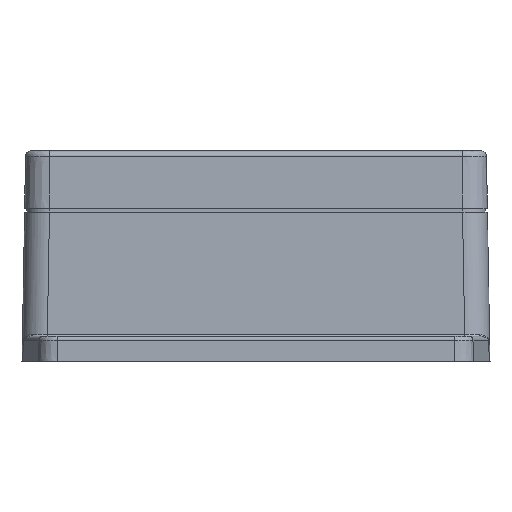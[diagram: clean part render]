
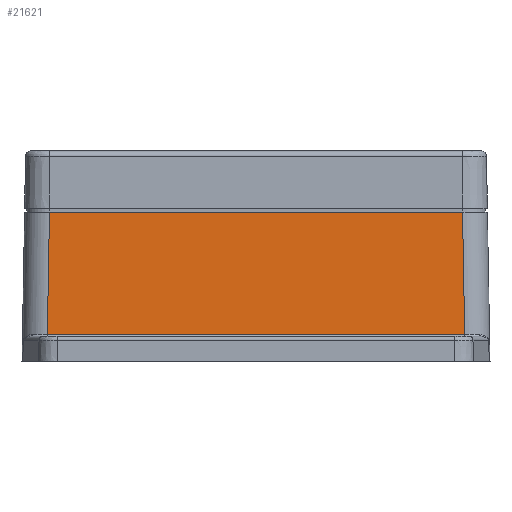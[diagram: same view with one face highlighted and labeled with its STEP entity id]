
A CAD part, front view. The second image highlights one B-rep face of the part: STEP entity #21621.
In plain terms, the highlighted planar face has unit normal (0, -1, 0.018).
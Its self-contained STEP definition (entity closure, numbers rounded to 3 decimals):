
#8128 = CARTESIAN_POINT ( 'NONE',  ( -92433.356, -46755.689, 7.991 ) ) ;
#8305 = DIRECTION ( 'NONE',  ( 1., 0., 0. ) ) ;
#8306 = CARTESIAN_POINT ( 'NONE',  ( -92439.297, -46755.689, 7.991 ) ) ;
#8322 = LINE ( 'NONE', #8306, #8356 ) ;
#8323 = CARTESIAN_POINT ( 'NONE',  ( -92324.237, -46755.689, 7.991 ) ) ;
#8356 = VECTOR ( 'NONE', #8305, 1000. ) ;
#11152 = CARTESIAN_POINT ( 'NONE',  ( -92432.774, -46755.106, 41.378 ) ) ;
#11153 = LINE ( 'NONE', #11152, #11263 ) ;
#11154 = CARTESIAN_POINT ( 'NONE',  ( -92439.297, -46755.13, 40. ) ) ;
#11212 = CARTESIAN_POINT ( 'NONE',  ( -92432.798, -46755.13, 40. ) ) ;
#11214 = LINE ( 'NONE', #11273, #11272 ) ;
#11248 = DIRECTION ( 'NONE',  ( 0.017, -0.017, -1. ) ) ;
#11249 = VECTOR ( 'NONE', #11248, 1000. ) ;
#11250 = CARTESIAN_POINT ( 'NONE',  ( -92324.812, -46755.114, 40.942 ) ) ;
#11255 = DIRECTION ( 'NONE',  ( 0., -0.017, -1. ) ) ;
#11256 = LINE ( 'NONE', #11250, #11249 ) ;
#11260 = AXIS2_PLACEMENT_3D ( 'NONE', #11154, #11261, #11255 ) ;
#11261 = DIRECTION ( 'NONE',  ( 0., -1., 0.017 ) ) ;
#11262 = DIRECTION ( 'NONE',  ( 0.017, 0.017, 1. ) ) ;
#11263 = VECTOR ( 'NONE', #11262, 1000. ) ;
#11264 = FACE_OUTER_BOUND ( 'NONE', #21616, .T. ) ;
#11265 = CARTESIAN_POINT ( 'NONE',  ( -92324.796, -46755.13, 40. ) ) ;
#11269 = PLANE ( 'NONE',  #11260 ) ;
#11271 = DIRECTION ( 'NONE',  ( 1., 0., 0. ) ) ;
#11272 = VECTOR ( 'NONE', #11271, 1000. ) ;
#11273 = CARTESIAN_POINT ( 'NONE',  ( -92378.797, -46755.13, 40. ) ) ;
#21196 = VERTEX_POINT ( 'NONE', #8128 ) ;
#21249 = VERTEX_POINT ( 'NONE', #8323 ) ;
#21251 = EDGE_CURVE ( 'NONE', #21196, #21249, #8322, .T. ) ;
#21612 = EDGE_CURVE ( 'NONE', #21619, #21620, #11214, .T. ) ;
#21616 = EDGE_LOOP ( 'NONE', ( #21618, #21626, #21622, #21628 ) ) ;
#21617 = EDGE_CURVE ( 'NONE', #21196, #21619, #11153, .T. ) ;
#21618 = ORIENTED_EDGE ( 'NONE', *, *, #21612, .F. ) ;
#21619 = VERTEX_POINT ( 'NONE', #11212 ) ;
#21620 = VERTEX_POINT ( 'NONE', #11265 ) ;
#21621 = ADVANCED_FACE ( 'NONE', ( #11264 ), #11269, .T. ) ;
#21622 = ORIENTED_EDGE ( 'NONE', *, *, #21251, .T. ) ;
#21624 = EDGE_CURVE ( 'NONE', #21620, #21249, #11256, .T. ) ;
#21626 = ORIENTED_EDGE ( 'NONE', *, *, #21617, .F. ) ;
#21628 = ORIENTED_EDGE ( 'NONE', *, *, #21624, .F. ) ;
